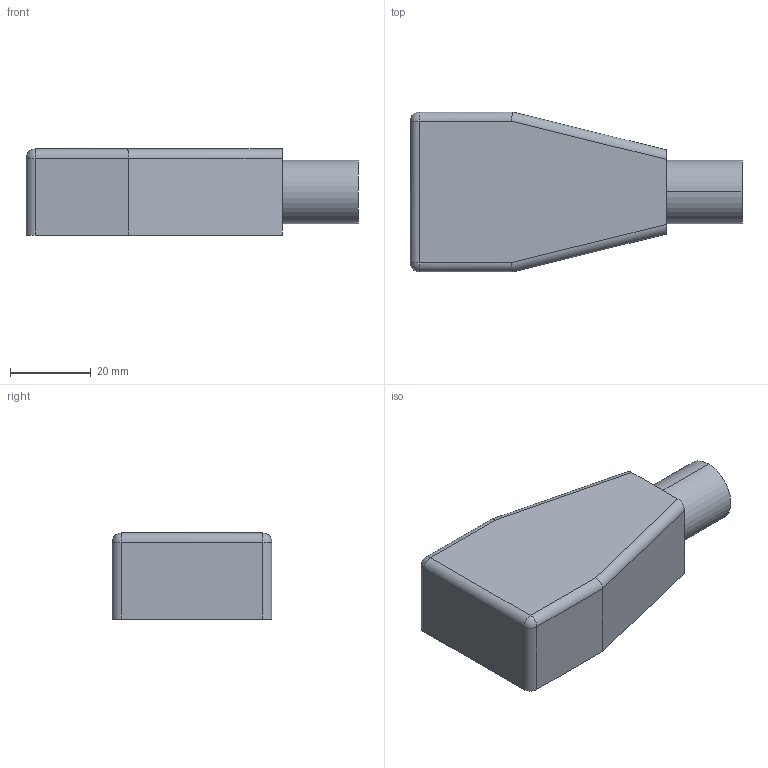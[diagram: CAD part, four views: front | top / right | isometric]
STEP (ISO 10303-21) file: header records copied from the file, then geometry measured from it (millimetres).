
FILE_DESCRIPTION (( 'STEP AP214' ), '1' );
FILE_NAME ('415N7.STEP', '2023-11-14T17:19:51', ( '' ), ( '' ), 'SwSTEP 2.0', 'SolidWorks 2023', '' );
FILE_SCHEMA (( 'AUTOMOTIVE_DESIGN' ));
Length unit declared in the file: inch
Products named in the file (1): 415N7
Bounding box: 82.3 x 39.62 x 21.34 mm (x, y, z)
Volume: 14400.3 mm3; surface area: 13090.4 mm2
Topology: 1 solids, 1 shells, 31 faces, 77 edges, 48 vertices
Faces by surface type: plane 18, cylinder 11, sphere 2
Entity records: 910 total; most frequent: CARTESIAN_POINT 163, DIRECTION 149, ORIENTED_EDGE 146, EDGE_CURVE 73, VECTOR 53, LINE 53, AXIS2_PLACEMENT_3D 48, VERTEX_POINT 46
